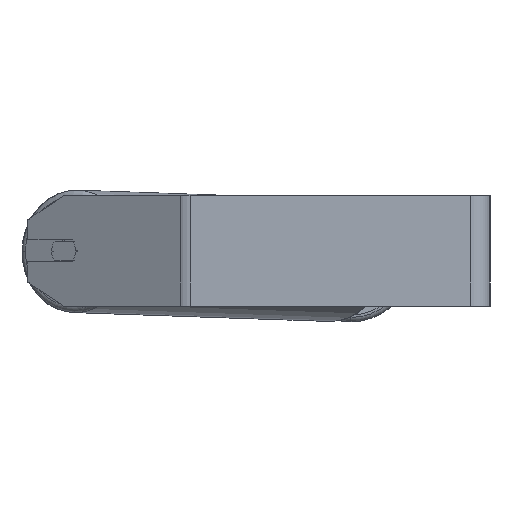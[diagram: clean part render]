
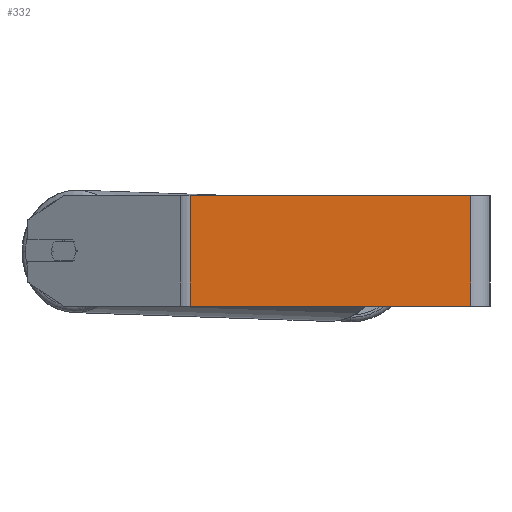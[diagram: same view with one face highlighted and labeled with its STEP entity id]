
A CAD part, left-side view. The second image highlights one B-rep face of the part: STEP entity #332.
In plain terms, the highlighted planar face has unit normal (-1, 0, 0).
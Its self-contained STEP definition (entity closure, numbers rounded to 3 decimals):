
#107 = DIRECTION ( 'NONE',  ( 0., -1., 0. ) ) ;
#155 = EDGE_LOOP ( 'NONE', ( #5618, #401, #2999, #4281 ) ) ;
#332 = ADVANCED_FACE ( 'NONE', ( #8686 ), #5295, .F. ) ;
#373 = VECTOR ( 'NONE', #4646, 1000. ) ;
#401 = ORIENTED_EDGE ( 'NONE', *, *, #5387, .F. ) ;
#972 = VERTEX_POINT ( 'NONE', #6139 ) ;
#1318 = VERTEX_POINT ( 'NONE', #4553 ) ;
#1928 = CARTESIAN_POINT ( 'NONE',  ( -620., 221.663, 40. ) ) ;
#1991 = LINE ( 'NONE', #4689, #4173 ) ;
#2160 = LINE ( 'NONE', #6822, #6009 ) ;
#2572 = DIRECTION ( 'NONE',  ( 0., -1., 0. ) ) ;
#2730 = VERTEX_POINT ( 'NONE', #4187 ) ;
#2999 = ORIENTED_EDGE ( 'NONE', *, *, #5283, .F. ) ;
#3190 = LINE ( 'NONE', #8578, #373 ) ;
#3608 = EDGE_CURVE ( 'NONE', #2730, #972, #2160, .T. ) ;
#4173 = VECTOR ( 'NONE', #8701, 1000. ) ;
#4187 = CARTESIAN_POINT ( 'NONE',  ( -620., 217.912, -40. ) ) ;
#4281 = ORIENTED_EDGE ( 'NONE', *, *, #6343, .T. ) ;
#4553 = CARTESIAN_POINT ( 'NONE',  ( -620., 14., 40. ) ) ;
#4600 = VECTOR ( 'NONE', #2572, 1000. ) ;
#4630 = DIRECTION ( 'NONE',  ( 1., 0., 0. ) ) ;
#4646 = DIRECTION ( 'NONE',  ( 0., 0., -1. ) ) ;
#4689 = CARTESIAN_POINT ( 'NONE',  ( -620., 14., 40. ) ) ;
#5283 = EDGE_CURVE ( 'NONE', #6867, #1318, #5931, .T. ) ;
#5295 = PLANE ( 'NONE',  #7163 ) ;
#5387 = EDGE_CURVE ( 'NONE', #1318, #972, #1991, .T. ) ;
#5618 = ORIENTED_EDGE ( 'NONE', *, *, #3608, .T. ) ;
#5931 = LINE ( 'NONE', #8619, #4600 ) ;
#6009 = VECTOR ( 'NONE', #107, 1000. ) ;
#6139 = CARTESIAN_POINT ( 'NONE',  ( -620., 14., -40. ) ) ;
#6343 = EDGE_CURVE ( 'NONE', #6867, #2730, #3190, .T. ) ;
#6822 = CARTESIAN_POINT ( 'NONE',  ( -620., 221.663, -40. ) ) ;
#6867 = VERTEX_POINT ( 'NONE', #7849 ) ;
#7163 = AXIS2_PLACEMENT_3D ( 'NONE', #1928, #4630, #7312 ) ;
#7312 = DIRECTION ( 'NONE',  ( 0., 0., -1. ) ) ;
#7849 = CARTESIAN_POINT ( 'NONE',  ( -620., 217.912, 40. ) ) ;
#8578 = CARTESIAN_POINT ( 'NONE',  ( -620., 217.912, 40. ) ) ;
#8619 = CARTESIAN_POINT ( 'NONE',  ( -620., 221.663, 40. ) ) ;
#8686 = FACE_OUTER_BOUND ( 'NONE', #155, .T. ) ;
#8701 = DIRECTION ( 'NONE',  ( 0., 0., -1. ) ) ;
